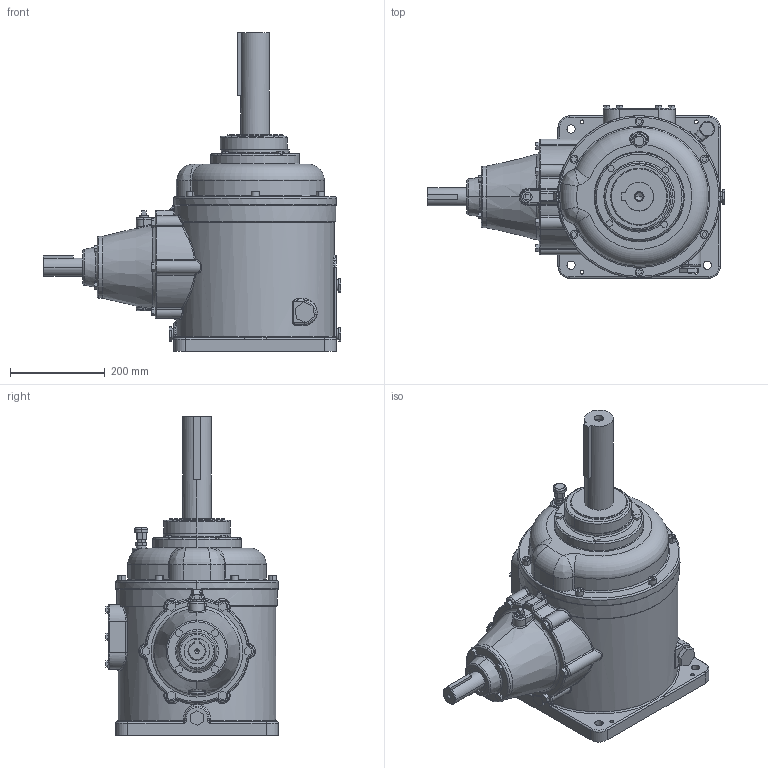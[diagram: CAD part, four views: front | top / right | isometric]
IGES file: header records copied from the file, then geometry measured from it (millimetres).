
Global section: file name: No Iges File Name specified; native system: Autodesk Inventor 2011; preprocessor: AutoDesk Inventor Iges Exporter R2011; author: joseph; date: 20110718.100229; units: inch
Bounding box: 628.65 x 363.93 x 673.1 mm (x, y, z)
Volume: 40397438.6 mm3; surface area: 977771.5 mm2
Topology: 6 solids, 27 shells, 1110 faces, 2696 edges, 1657 vertices
Faces by surface type: plane 527, bspline 299, cylinder 138, torus 71, revolution 68, cone 5, sphere 2
